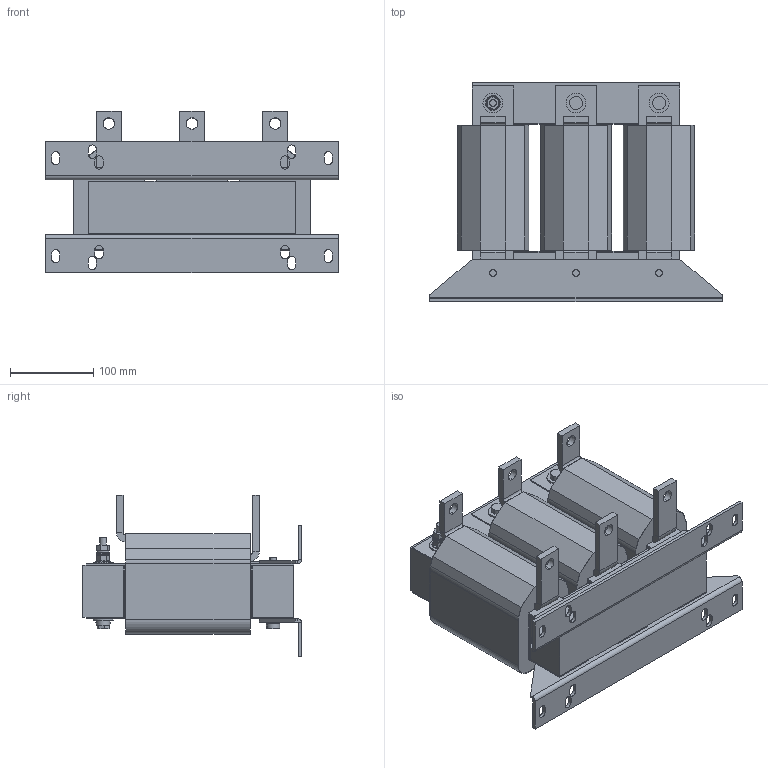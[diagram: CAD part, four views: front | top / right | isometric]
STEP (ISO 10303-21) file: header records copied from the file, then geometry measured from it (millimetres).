
FILE_DESCRIPTION (( 'STEP AP214' ), '1' );
FILE_NAME ('831645.STEP', '2024-01-04T12:13:35', ( '' ), ( '' ), 'SwSTEP 2.0', 'SolidWorks 2022', '' );
FILE_SCHEMA (( 'AUTOMOTIVE_DESIGN' ));
Length unit declared in the file: millimetre
Products named in the file (1): 831645
Bounding box: 352 x 264.05 x 194.8 mm (x, y, z)
Volume: 6341119.7 mm3; surface area: 458585.6 mm2
Topology: 1 solids, 1 shells, 480 faces, 1286 edges, 822 vertices
Faces by surface type: plane 338, cylinder 130, torus 6, cone 6
Entity records: 15138 total; most frequent: CARTESIAN_POINT 2745, ORIENTED_EDGE 2572, DIRECTION 2554, EDGE_CURVE 1286, LINE 932, VECTOR 932, VERTEX_POINT 822, AXIS2_PLACEMENT_3D 811
